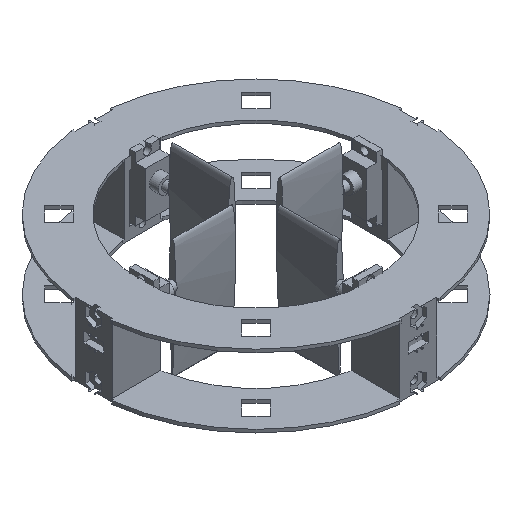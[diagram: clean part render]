
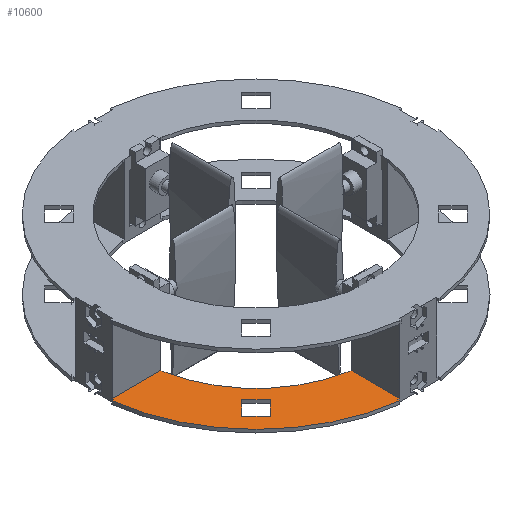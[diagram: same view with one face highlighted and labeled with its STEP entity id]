
A CAD part, isometric view. The second image highlights one B-rep face of the part: STEP entity #10600.
In plain terms, the highlighted planar face has unit normal (0, 0, 1).
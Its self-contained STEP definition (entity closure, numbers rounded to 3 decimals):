
#349=FACE_BOUND('',#1761,.T.);
#650=PLANE('',#11375);
#1141=FACE_OUTER_BOUND('',#1760,.T.);
#1760=EDGE_LOOP('',(#9074,#9075,#9076,#9077,#9078,#9079,#9080,#9081,#9082,
#9083,#9084));
#1761=EDGE_LOOP('',(#9085,#9086,#9087,#9088));
#2666=LINE('',#19101,#3877);
#2764=LINE('',#19303,#3975);
#2859=LINE('',#19486,#4070);
#2876=LINE('',#19515,#4087);
#2893=LINE('',#19545,#4104);
#2897=LINE('',#19553,#4108);
#2901=LINE('',#19586,#4112);
#2916=LINE('',#19616,#4127);
#2960=LINE('',#19773,#4171);
#2961=LINE('',#19778,#4172);
#2962=LINE('',#19780,#4173);
#2963=LINE('',#19782,#4174);
#2964=LINE('',#19783,#4175);
#3877=VECTOR('',#13179,10.);
#3975=VECTOR('',#13303,10.);
#4070=VECTOR('',#13446,10.);
#4087=VECTOR('',#13471,10.);
#4104=VECTOR('',#13500,10.);
#4108=VECTOR('',#13506,10.);
#4112=VECTOR('',#13516,10.);
#4127=VECTOR('',#13545,10.);
#4171=VECTOR('',#13635,10.);
#4172=VECTOR('',#13640,10.);
#4173=VECTOR('',#13641,10.);
#4174=VECTOR('',#13642,10.);
#4175=VECTOR('',#13643,10.);
#4506=CIRCLE('',#11376,83.134);
#4507=CIRCLE('',#11377,57.913);
#5145=VERTEX_POINT('',#19098);
#5146=VERTEX_POINT('',#19100);
#5237=VERTEX_POINT('',#19302);
#5299=VERTEX_POINT('',#19480);
#5301=VERTEX_POINT('',#19484);
#5309=VERTEX_POINT('',#19513);
#5316=VERTEX_POINT('',#19543);
#5319=VERTEX_POINT('',#19551);
#5326=VERTEX_POINT('',#19579);
#5329=VERTEX_POINT('',#19584);
#5337=VERTEX_POINT('',#19615);
#5380=VERTEX_POINT('',#19776);
#5381=VERTEX_POINT('',#19777);
#5382=VERTEX_POINT('',#19779);
#5383=VERTEX_POINT('',#19781);
#6396=EDGE_CURVE('',#5146,#5145,#2666,.T.);
#6504=EDGE_CURVE('',#5237,#5146,#2764,.T.);
#6603=EDGE_CURVE('',#5299,#5301,#2859,.T.);
#6620=EDGE_CURVE('',#5301,#5309,#2876,.T.);
#6637=EDGE_CURVE('',#5309,#5316,#2893,.T.);
#6641=EDGE_CURVE('',#5319,#5316,#2897,.T.);
#6651=EDGE_CURVE('',#5329,#5326,#2901,.T.);
#6666=EDGE_CURVE('',#5237,#5337,#2916,.T.);
#6728=EDGE_CURVE('',#5145,#5326,#2960,.T.);
#6729=EDGE_CURVE('',#5299,#5329,#4506,.T.);
#6730=EDGE_CURVE('',#5337,#5319,#4507,.T.);
#6731=EDGE_CURVE('',#5380,#5381,#2961,.T.);
#6732=EDGE_CURVE('',#5382,#5380,#2962,.T.);
#6733=EDGE_CURVE('',#5383,#5382,#2963,.T.);
#6734=EDGE_CURVE('',#5381,#5383,#2964,.T.);
#9074=ORIENTED_EDGE('',*,*,#6728,.T.);
#9075=ORIENTED_EDGE('',*,*,#6651,.F.);
#9076=ORIENTED_EDGE('',*,*,#6729,.F.);
#9077=ORIENTED_EDGE('',*,*,#6603,.T.);
#9078=ORIENTED_EDGE('',*,*,#6620,.T.);
#9079=ORIENTED_EDGE('',*,*,#6637,.T.);
#9080=ORIENTED_EDGE('',*,*,#6641,.F.);
#9081=ORIENTED_EDGE('',*,*,#6730,.F.);
#9082=ORIENTED_EDGE('',*,*,#6666,.F.);
#9083=ORIENTED_EDGE('',*,*,#6504,.T.);
#9084=ORIENTED_EDGE('',*,*,#6396,.T.);
#9085=ORIENTED_EDGE('',*,*,#6731,.F.);
#9086=ORIENTED_EDGE('',*,*,#6732,.F.);
#9087=ORIENTED_EDGE('',*,*,#6733,.F.);
#9088=ORIENTED_EDGE('',*,*,#6734,.F.);
#10600=ADVANCED_FACE('',(#1141,#349),#650,.F.);
#11375=AXIS2_PLACEMENT_3D('',#19772,#13633,#13634);
#11376=AXIS2_PLACEMENT_3D('',#19774,#13636,#13637);
#11377=AXIS2_PLACEMENT_3D('',#19775,#13638,#13639);
#13179=DIRECTION('',(0.,-1.,0.));
#13303=DIRECTION('',(-1.,0.,0.));
#13446=DIRECTION('',(0.,1.,0.));
#13471=DIRECTION('',(1.,0.,0.));
#13500=DIRECTION('',(0.,1.,0.));
#13506=DIRECTION('',(1.,0.,0.));
#13516=DIRECTION('',(0.,1.,0.));
#13545=DIRECTION('',(0.,-1.,0.));
#13633=DIRECTION('center_axis',(0.,0.,-1.));
#13634=DIRECTION('ref_axis',(1.,0.,0.));
#13635=DIRECTION('',(-1.,0.,0.));
#13636=DIRECTION('center_axis',(0.,0.,-1.));
#13637=DIRECTION('ref_axis',(1.,0.,0.));
#13638=DIRECTION('center_axis',(0.,0.,1.));
#13639=DIRECTION('ref_axis',(1.,0.,0.));
#13640=DIRECTION('',(0.707,-0.707,0.));
#13641=DIRECTION('',(-0.707,-0.707,0.));
#13642=DIRECTION('',(-0.707,0.707,0.));
#13643=DIRECTION('',(0.707,0.707,0.));
#19098=CARTESIAN_POINT('',(-81.5,-9.985,-4.9));
#19100=CARTESIAN_POINT('',(-81.5,-9.245,-4.9));
#19101=CARTESIAN_POINT('',(-81.5,-23.121,-4.9));
#19302=CARTESIAN_POINT('',(-57.,-9.245,-4.9));
#19303=CARTESIAN_POINT('',(-61.944,-9.245,-4.9));
#19480=CARTESIAN_POINT('',(-10.245,-82.5,-4.9));
#19484=CARTESIAN_POINT('',(-10.245,-81.5,-4.9));
#19486=CARTESIAN_POINT('',(-10.245,-64.371,-4.9));
#19513=CARTESIAN_POINT('',(-9.245,-81.5,-4.9));
#19515=CARTESIAN_POINT('',(-23.194,-81.5,-4.9));
#19543=CARTESIAN_POINT('',(-9.245,-57.,-4.9));
#19545=CARTESIAN_POINT('',(-9.245,-61.871,-4.9));
#19551=CARTESIAN_POINT('',(-10.245,-57.,-4.9));
#19553=CARTESIAN_POINT('',(-5.123,-57.,-4.9));
#19579=CARTESIAN_POINT('',(-82.5,-9.985,-4.9));
#19584=CARTESIAN_POINT('',(-82.5,-10.245,-4.9));
#19586=CARTESIAN_POINT('',(-82.5,-10.245,-4.9));
#19615=CARTESIAN_POINT('',(-57.,-10.245,-4.9));
#19616=CARTESIAN_POINT('',(-57.,-5.122,-4.9));
#19772=CARTESIAN_POINT('Origin',(-46.388,-46.242,-4.9));
#19773=CARTESIAN_POINT('',(-64.444,-9.985,-4.9));
#19774=CARTESIAN_POINT('Origin',(0.,0.,-4.9));
#19775=CARTESIAN_POINT('Origin',(0.,0.,-4.9));
#19776=CARTESIAN_POINT('',(-56.71,-49.497,-4.9));
#19777=CARTESIAN_POINT('',(-49.497,-56.71,-4.9));
#19778=CARTESIAN_POINT('',(-51.337,-54.87,-4.9));
#19779=CARTESIAN_POINT('',(-49.497,-42.285,-4.9));
#19780=CARTESIAN_POINT('',(-53.316,-46.103,-4.9));
#19781=CARTESIAN_POINT('',(-42.285,-49.497,-4.9));
#19782=CARTESIAN_POINT('',(-47.731,-44.052,-4.9));
#19783=CARTESIAN_POINT('',(-42.497,-49.71,-4.9));
